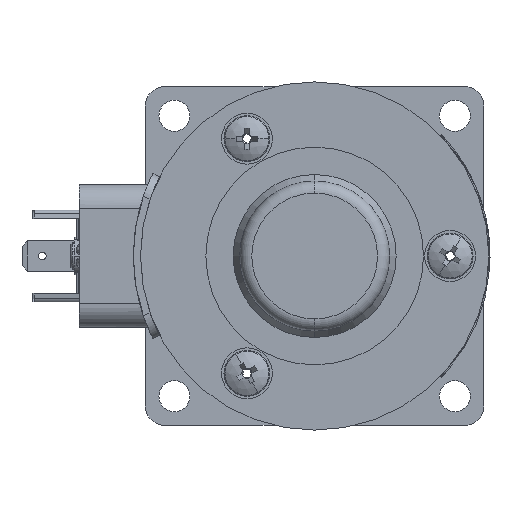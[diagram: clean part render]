
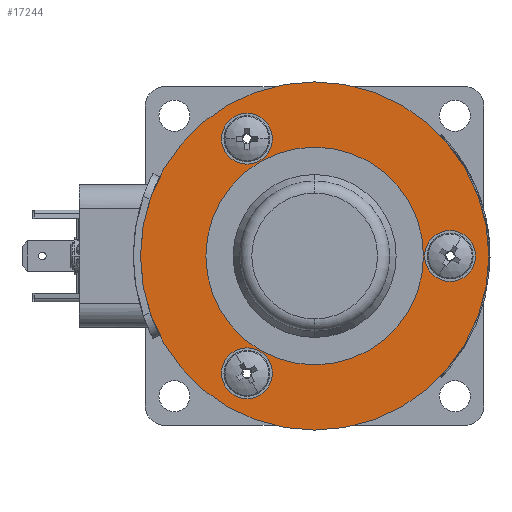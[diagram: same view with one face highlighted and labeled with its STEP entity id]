
A CAD part, left-side view. The second image highlights one B-rep face of the part: STEP entity #17244.
In plain terms, the highlighted planar face has unit normal (-1, 0, 0).
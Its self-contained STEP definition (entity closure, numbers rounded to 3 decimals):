
#100 = CARTESIAN_POINT ( 'NONE',  ( -18.45, 18.547, 21.624 ) ) ;
#138 = CIRCLE ( 'NONE', #12354, 36. ) ;
#249 = AXIS2_PLACEMENT_3D ( 'NONE', #19757, #19828, #18128 ) ;
#406 = DIRECTION ( 'NONE',  ( 0., -0.866, -0.5 ) ) ;
#493 = DIRECTION ( 'NONE',  ( 0., 0., 1. ) ) ;
#699 = CIRCLE ( 'NONE', #249, 5.25 ) ;
#702 = VERTEX_POINT ( 'NONE', #12160 ) ;
#749 = CARTESIAN_POINT ( 'NONE',  ( -18.45, 0., 0. ) ) ;
#938 = CARTESIAN_POINT ( 'NONE',  ( -18.45, 0., 0. ) ) ;
#1229 = EDGE_CURVE ( 'NONE', #8774, #15950, #6993, .T. ) ;
#1439 = DIRECTION ( 'NONE',  ( 0., -0.866, -0.5 ) ) ;
#1614 = ORIENTED_EDGE ( 'NONE', *, *, #12293, .T. ) ;
#2042 = ORIENTED_EDGE ( 'NONE', *, *, #1229, .F. ) ;
#2048 = DIRECTION ( 'NONE',  ( 1., 0., 0. ) ) ;
#2249 = EDGE_LOOP ( 'NONE', ( #3750, #6684 ) ) ;
#2547 = DIRECTION ( 'NONE',  ( 1., 0., 0. ) ) ;
#2898 = EDGE_CURVE ( 'NONE', #15950, #8774, #14502, .T. ) ;
#3734 = DIRECTION ( 'NONE',  ( 1., 0., 0. ) ) ;
#3750 = ORIENTED_EDGE ( 'NONE', *, *, #18196, .F. ) ;
#3796 = CARTESIAN_POINT ( 'NONE',  ( -18.45, -19.486, 11.25 ) ) ;
#3824 = AXIS2_PLACEMENT_3D ( 'NONE', #15832, #12466, #4163 ) ;
#3956 = DIRECTION ( 'NONE',  ( 0., 0.866, -0.5 ) ) ;
#4030 = CARTESIAN_POINT ( 'NONE',  ( -18.45, 14., 24.249 ) ) ;
#4040 = ORIENTED_EDGE ( 'NONE', *, *, #2898, .F. ) ;
#4044 = ORIENTED_EDGE ( 'NONE', *, *, #20449, .F. ) ;
#4163 = DIRECTION ( 'NONE',  ( 0., 0.866, -0.5 ) ) ;
#4480 = AXIS2_PLACEMENT_3D ( 'NONE', #8368, #11940, #406 ) ;
#4781 = VERTEX_POINT ( 'NONE', #15066 ) ;
#5554 = AXIS2_PLACEMENT_3D ( 'NONE', #12636, #7921, #1439 ) ;
#6044 = VERTEX_POINT ( 'NONE', #14099 ) ;
#6379 = FACE_BOUND ( 'NONE', #18740, .T. ) ;
#6473 = EDGE_CURVE ( 'NONE', #10843, #4781, #699, .T. ) ;
#6684 = ORIENTED_EDGE ( 'NONE', *, *, #18382, .F. ) ;
#6953 = CARTESIAN_POINT ( 'NONE',  ( -18.45, 0., 0. ) ) ;
#6993 = CIRCLE ( 'NONE', #5554, 5.25 ) ;
#7921 = DIRECTION ( 'NONE',  ( -1., 0., 0. ) ) ;
#7961 = DIRECTION ( 'NONE',  ( 1., 0., 0. ) ) ;
#7982 = ORIENTED_EDGE ( 'NONE', *, *, #14302, .T. ) ;
#8368 = CARTESIAN_POINT ( 'NONE',  ( -18.45, 14., -24.249 ) ) ;
#8457 = VERTEX_POINT ( 'NONE', #9444 ) ;
#8500 = CARTESIAN_POINT ( 'NONE',  ( -18.45, 9.453, -26.874 ) ) ;
#8698 = FACE_BOUND ( 'NONE', #20650, .T. ) ;
#8774 = VERTEX_POINT ( 'NONE', #13499 ) ;
#8973 = DIRECTION ( 'NONE',  ( -1., 0., 0. ) ) ;
#9444 = CARTESIAN_POINT ( 'NONE',  ( -18.45, 19.486, -11.25 ) ) ;
#9526 = AXIS2_PLACEMENT_3D ( 'NONE', #749, #2547, #11681 ) ;
#9903 = CARTESIAN_POINT ( 'NONE',  ( -18.45, -28., 0. ) ) ;
#10310 = CARTESIAN_POINT ( 'NONE',  ( -18.45, -18., -31.177 ) ) ;
#10843 = VERTEX_POINT ( 'NONE', #20509 ) ;
#10950 = AXIS2_PLACEMENT_3D ( 'NONE', #10310, #3734, #16859 ) ;
#11061 = CIRCLE ( 'NONE', #13813, 22.5 ) ;
#11681 = DIRECTION ( 'NONE',  ( 0., -0.866, 0.5 ) ) ;
#11940 = DIRECTION ( 'NONE',  ( -1., 0., 0. ) ) ;
#12160 = CARTESIAN_POINT ( 'NONE',  ( -18.45, -31.177, 18. ) ) ;
#12199 = AXIS2_PLACEMENT_3D ( 'NONE', #4030, #8973, #3956 ) ;
#12293 = EDGE_CURVE ( 'NONE', #8457, #17204, #11061, .T. ) ;
#12354 = AXIS2_PLACEMENT_3D ( 'NONE', #17796, #7961, #19171 ) ;
#12359 = DIRECTION ( 'NONE',  ( 0., -0.866, 0.5 ) ) ;
#12441 = ORIENTED_EDGE ( 'NONE', *, *, #18804, .F. ) ;
#12466 = DIRECTION ( 'NONE',  ( -1., 0., 0. ) ) ;
#12636 = CARTESIAN_POINT ( 'NONE',  ( -18.45, 14., -24.249 ) ) ;
#13134 = EDGE_LOOP ( 'NONE', ( #4044, #16573 ) ) ;
#13186 = DIRECTION ( 'NONE',  ( -1., 0., 0. ) ) ;
#13223 = CIRCLE ( 'NONE', #20262, 36. ) ;
#13499 = CARTESIAN_POINT ( 'NONE',  ( -18.45, 18.547, -21.624 ) ) ;
#13813 = AXIS2_PLACEMENT_3D ( 'NONE', #938, #20235, #12359 ) ;
#14099 = CARTESIAN_POINT ( 'NONE',  ( -18.45, 31.177, -18. ) ) ;
#14302 = EDGE_CURVE ( 'NONE', #17204, #8457, #16603, .T. ) ;
#14502 = CIRCLE ( 'NONE', #4480, 5.25 ) ;
#15066 = CARTESIAN_POINT ( 'NONE',  ( -18.45, -28., 5.25 ) ) ;
#15069 = PLANE ( 'NONE',  #10950 ) ;
#15204 = CIRCLE ( 'NONE', #12199, 5.25 ) ;
#15427 = ORIENTED_EDGE ( 'NONE', *, *, #6473, .F. ) ;
#15775 = FACE_OUTER_BOUND ( 'NONE', #13134, .T. ) ;
#15832 = CARTESIAN_POINT ( 'NONE',  ( -18.45, 14., 24.249 ) ) ;
#15858 = CARTESIAN_POINT ( 'NONE',  ( -18.45, 9.453, 26.874 ) ) ;
#15950 = VERTEX_POINT ( 'NONE', #8500 ) ;
#16449 = DIRECTION ( 'NONE',  ( 0., -0.866, 0.5 ) ) ;
#16537 = VERTEX_POINT ( 'NONE', #100 ) ;
#16573 = ORIENTED_EDGE ( 'NONE', *, *, #18975, .F. ) ;
#16603 = CIRCLE ( 'NONE', #9526, 22.5 ) ;
#16769 = FACE_BOUND ( 'NONE', #17437, .T. ) ;
#16859 = DIRECTION ( 'NONE',  ( 0., -0.866, 0.5 ) ) ;
#17204 = VERTEX_POINT ( 'NONE', #3796 ) ;
#17244 = ADVANCED_FACE ( 'NONE', ( #8698, #16769, #18530, #15775, #6379 ), #15069, .F. ) ;
#17437 = EDGE_LOOP ( 'NONE', ( #12441, #15427 ) ) ;
#17796 = CARTESIAN_POINT ( 'NONE',  ( -18.45, 0., 0. ) ) ;
#17878 = VERTEX_POINT ( 'NONE', #15858 ) ;
#18128 = DIRECTION ( 'NONE',  ( 0., 0., 1. ) ) ;
#18196 = EDGE_CURVE ( 'NONE', #16537, #17878, #15204, .T. ) ;
#18382 = EDGE_CURVE ( 'NONE', #17878, #16537, #19168, .T. ) ;
#18530 = FACE_BOUND ( 'NONE', #2249, .T. ) ;
#18740 = EDGE_LOOP ( 'NONE', ( #7982, #1614 ) ) ;
#18804 = EDGE_CURVE ( 'NONE', #4781, #10843, #20380, .T. ) ;
#18975 = EDGE_CURVE ( 'NONE', #6044, #702, #138, .T. ) ;
#19168 = CIRCLE ( 'NONE', #3824, 5.25 ) ;
#19171 = DIRECTION ( 'NONE',  ( 0., -0.866, 0.5 ) ) ;
#19757 = CARTESIAN_POINT ( 'NONE',  ( -18.45, -28., 0. ) ) ;
#19828 = DIRECTION ( 'NONE',  ( -1., 0., 0. ) ) ;
#20235 = DIRECTION ( 'NONE',  ( 1., 0., 0. ) ) ;
#20262 = AXIS2_PLACEMENT_3D ( 'NONE', #6953, #2048, #16449 ) ;
#20361 = AXIS2_PLACEMENT_3D ( 'NONE', #9903, #13186, #493 ) ;
#20380 = CIRCLE ( 'NONE', #20361, 5.25 ) ;
#20449 = EDGE_CURVE ( 'NONE', #702, #6044, #13223, .T. ) ;
#20509 = CARTESIAN_POINT ( 'NONE',  ( -18.45, -28., -5.25 ) ) ;
#20650 = EDGE_LOOP ( 'NONE', ( #4040, #2042 ) ) ;
